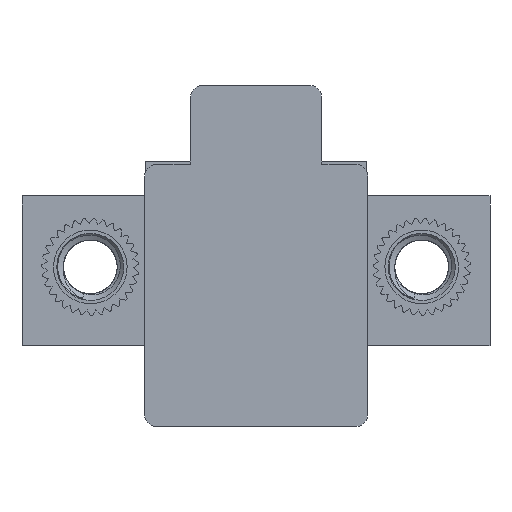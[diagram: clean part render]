
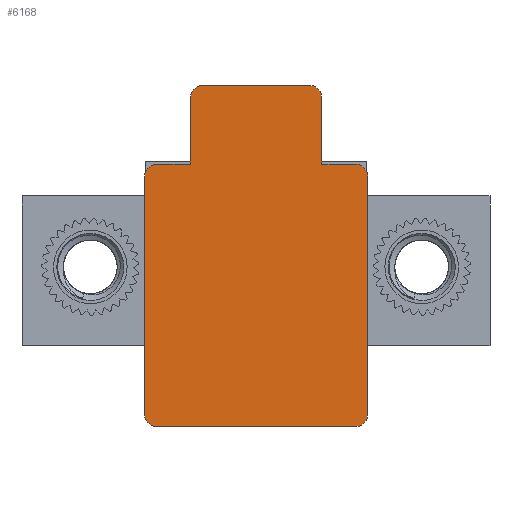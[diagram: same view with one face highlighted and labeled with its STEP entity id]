
A CAD part, front view. The second image highlights one B-rep face of the part: STEP entity #6168.
In plain terms, the highlighted face is planar.
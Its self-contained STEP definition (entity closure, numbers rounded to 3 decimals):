
#231=CIRCLE('',#6649,0.5);
#232=CIRCLE('',#6650,0.5);
#233=CIRCLE('',#6651,0.5);
#234=CIRCLE('',#6652,0.5);
#235=CIRCLE('',#6653,0.5);
#236=CIRCLE('',#6654,0.5);
#1873=ORIENTED_EDGE('',*,*,#2829,.F.);
#1874=ORIENTED_EDGE('',*,*,#2836,.T.);
#1875=ORIENTED_EDGE('',*,*,#2826,.F.);
#1876=ORIENTED_EDGE('',*,*,#2824,.F.);
#1877=ORIENTED_EDGE('',*,*,#2837,.T.);
#1878=ORIENTED_EDGE('',*,*,#2820,.F.);
#1879=ORIENTED_EDGE('',*,*,#2838,.T.);
#1880=ORIENTED_EDGE('',*,*,#2818,.F.);
#1881=ORIENTED_EDGE('',*,*,#2839,.T.);
#1882=ORIENTED_EDGE('',*,*,#2815,.F.);
#1883=ORIENTED_EDGE('',*,*,#2840,.T.);
#1884=ORIENTED_EDGE('',*,*,#2834,.F.);
#1885=ORIENTED_EDGE('',*,*,#2832,.F.);
#1886=ORIENTED_EDGE('',*,*,#2841,.T.);
#2815=EDGE_CURVE('',#3424,#3425,#4148,.T.);
#2818=EDGE_CURVE('',#3426,#3427,#4151,.T.);
#2820=EDGE_CURVE('',#3428,#3429,#4153,.T.);
#2824=EDGE_CURVE('',#3430,#3431,#4157,.T.);
#2826=EDGE_CURVE('',#3431,#3432,#4159,.T.);
#2829=EDGE_CURVE('',#3433,#3434,#4162,.T.);
#2832=EDGE_CURVE('',#3435,#3436,#4165,.T.);
#2834=EDGE_CURVE('',#3436,#3437,#4167,.T.);
#2836=EDGE_CURVE('',#3433,#3432,#231,.F.);
#2837=EDGE_CURVE('',#3430,#3429,#232,.F.);
#2838=EDGE_CURVE('',#3428,#3427,#233,.F.);
#2839=EDGE_CURVE('',#3426,#3425,#234,.F.);
#2840=EDGE_CURVE('',#3424,#3437,#235,.F.);
#2841=EDGE_CURVE('',#3435,#3434,#236,.F.);
#3424=VERTEX_POINT('',#12136);
#3425=VERTEX_POINT('',#12138);
#3426=VERTEX_POINT('',#12142);
#3427=VERTEX_POINT('',#12144);
#3428=VERTEX_POINT('',#12148);
#3429=VERTEX_POINT('',#12149);
#3430=VERTEX_POINT('',#12154);
#3431=VERTEX_POINT('',#12156);
#3432=VERTEX_POINT('',#12160);
#3433=VERTEX_POINT('',#12164);
#3434=VERTEX_POINT('',#12166);
#3435=VERTEX_POINT('',#12170);
#3436=VERTEX_POINT('',#12172);
#3437=VERTEX_POINT('',#12176);
#4148=LINE('',#12137,#4893);
#4151=LINE('',#12143,#4896);
#4153=LINE('',#12147,#4898);
#4157=LINE('',#12155,#4902);
#4159=LINE('',#12159,#4904);
#4162=LINE('',#12165,#4907);
#4165=LINE('',#12171,#4910);
#4167=LINE('',#12175,#4912);
#4893=VECTOR('',#8177,1000.);
#4896=VECTOR('',#8182,1000.);
#4898=VECTOR('',#8186,1000.);
#4902=VECTOR('',#8192,1000.);
#4904=VECTOR('',#8196,1000.);
#4907=VECTOR('',#8201,1000.);
#4910=VECTOR('',#8206,1000.);
#4912=VECTOR('',#8210,1000.);
#5256=EDGE_LOOP('',(#1873,#1874,#1875,#1876,#1877,#1878,#1879,#1880,#1881,
#1882,#1883,#1884,#1885,#1886));
#5597=FACE_BOUND('',#5256,.T.);
#5861=PLANE('',#6648);
#6168=ADVANCED_FACE('',(#5597),#5861,.F.);
#6648=AXIS2_PLACEMENT_3D('',#12178,#8212,#8213);
#6649=AXIS2_PLACEMENT_3D('',#12179,#8214,#8215);
#6650=AXIS2_PLACEMENT_3D('',#12180,#8216,#8217);
#6651=AXIS2_PLACEMENT_3D('',#12181,#8218,#8219);
#6652=AXIS2_PLACEMENT_3D('',#12182,#8220,#8221);
#6653=AXIS2_PLACEMENT_3D('',#12183,#8222,#8223);
#6654=AXIS2_PLACEMENT_3D('',#12184,#8224,#8225);
#8177=DIRECTION('',(0.,-1.,0.));
#8182=DIRECTION('',(-1.,0.,0.));
#8186=DIRECTION('',(0.,1.,0.));
#8192=DIRECTION('',(1.,0.,0.));
#8196=DIRECTION('',(0.,1.,0.));
#8201=DIRECTION('',(1.,0.,0.));
#8206=DIRECTION('',(0.,-1.,0.));
#8210=DIRECTION('',(1.,0.,0.));
#8212=DIRECTION('',(0.,0.,-1.));
#8213=DIRECTION('',(-1.,0.,0.));
#8214=DIRECTION('',(0.,0.,-1.));
#8215=DIRECTION('',(-1.,0.,0.));
#8216=DIRECTION('',(0.,0.,-1.));
#8217=DIRECTION('',(-1.,0.,0.));
#8218=DIRECTION('',(0.,0.,-1.));
#8219=DIRECTION('',(-1.,0.,0.));
#8220=DIRECTION('',(0.,0.,-1.));
#8221=DIRECTION('',(-1.,0.,0.));
#8222=DIRECTION('',(0.,0.,-1.));
#8223=DIRECTION('',(-1.,0.,0.));
#8224=DIRECTION('',(0.,0.,-1.));
#8225=DIRECTION('',(-1.,0.,0.));
#12136=CARTESIAN_POINT('',(4.25,4.5,1.1));
#12137=CARTESIAN_POINT('',(4.25,5.,1.1));
#12138=CARTESIAN_POINT('',(4.25,-4.5,1.1));
#12142=CARTESIAN_POINT('',(3.75,-5.,1.1));
#12143=CARTESIAN_POINT('',(4.25,-5.,1.1));
#12144=CARTESIAN_POINT('',(-3.75,-5.,1.1));
#12147=CARTESIAN_POINT('',(-4.25,-5.,1.1));
#12148=CARTESIAN_POINT('',(-4.25,-4.5,1.1));
#12149=CARTESIAN_POINT('',(-4.25,4.5,1.1));
#12154=CARTESIAN_POINT('',(-3.75,5.,1.1));
#12155=CARTESIAN_POINT('',(-4.25,5.,1.1));
#12156=CARTESIAN_POINT('',(-2.5,5.,1.1));
#12159=CARTESIAN_POINT('',(-2.5,8.,1.1));
#12160=CARTESIAN_POINT('',(-2.5,7.5,1.1));
#12164=CARTESIAN_POINT('',(-2.,8.,1.1));
#12165=CARTESIAN_POINT('',(2.5,8.,1.1));
#12166=CARTESIAN_POINT('',(2.,8.,1.1));
#12170=CARTESIAN_POINT('',(2.5,7.5,1.1));
#12171=CARTESIAN_POINT('',(2.5,5.,1.1));
#12172=CARTESIAN_POINT('',(2.5,5.,1.1));
#12175=CARTESIAN_POINT('',(2.5,5.,1.1));
#12176=CARTESIAN_POINT('',(3.75,5.,1.1));
#12178=CARTESIAN_POINT('',(0.,0.,1.1));
#12179=CARTESIAN_POINT('',(-2.,7.5,1.1));
#12180=CARTESIAN_POINT('',(-3.75,4.5,1.1));
#12181=CARTESIAN_POINT('',(-3.75,-4.5,1.1));
#12182=CARTESIAN_POINT('',(3.75,-4.5,1.1));
#12183=CARTESIAN_POINT('',(3.75,4.5,1.1));
#12184=CARTESIAN_POINT('',(2.,7.5,1.1));
